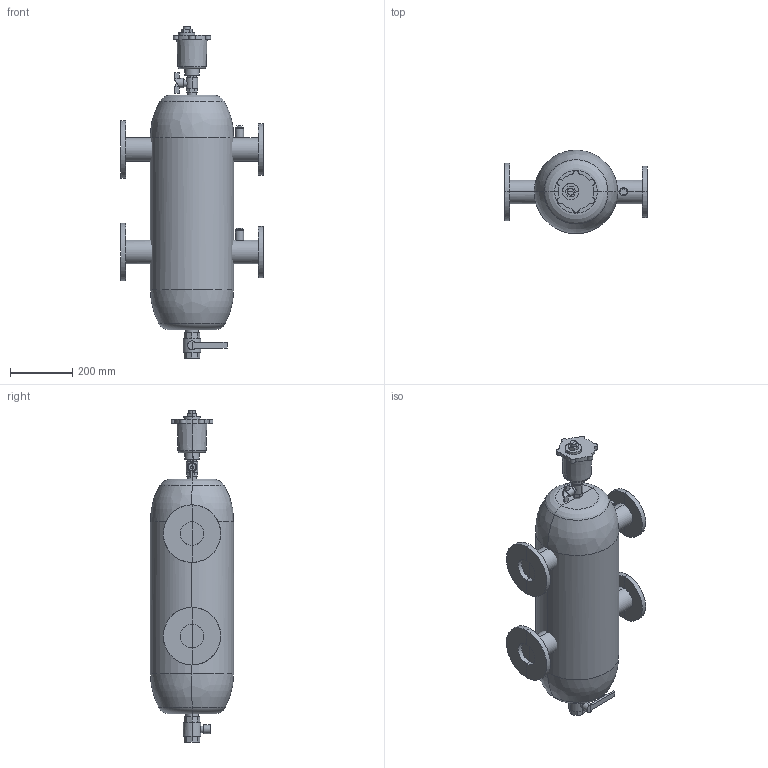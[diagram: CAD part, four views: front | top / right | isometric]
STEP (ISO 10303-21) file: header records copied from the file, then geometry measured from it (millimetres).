
FILE_DESCRIPTION(('CATIA V5 STEP Exchange'),'2;1');
FILE_NAME('STEP_548062_-_TST.stp','2019-02-25T13:17:26+00:00',('none'),('none'),'CATIA Version 5-6 Release 2016 SP4','CATIA V5 STEP AP203','none');
FILE_SCHEMA(('CONFIG_CONTROL_DESIGN'));
Length unit declared in the file: millimetre
Products named in the file (1): 548062 - TST
Bounding box: 460 x 268 x 1069 mm (x, y, z)
Volume: 59085926.2 mm3; surface area: 1509842 mm2
Topology: 11 solids, 11 shells, 265 faces, 633 edges, 393 vertices
Faces by surface type: plane 159, cylinder 90, torus 10, bspline 4, cone 2
Entity records: 10000 total; most frequent: CARTESIAN_POINT 4208, ORIENTED_EDGE 1266, DIRECTION 1006, EDGE_CURVE 633, VERTEX_POINT 393, AXIS2_PLACEMENT_3D 374, VECTOR 361, LINE 361
